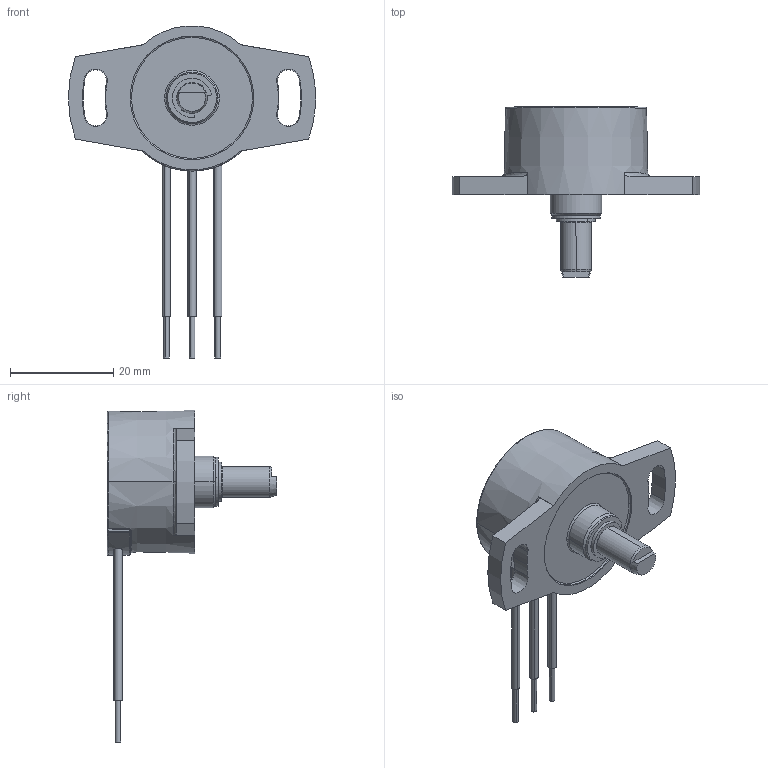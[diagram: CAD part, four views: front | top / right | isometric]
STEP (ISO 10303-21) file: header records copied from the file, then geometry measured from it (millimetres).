
FILE_DESCRIPTION (( 'STEP AP214' ), '1' );
FILE_NAME ('SP2801_SP2831.STEP', '2008-12-11T10:40:37', ( 'novotechnik' ), ( 'novotechnik' ), 'SwSTEP 2.0', 'SolidWorks 2008', '' );
FILE_SCHEMA (( 'AUTOMOTIVE_DESIGN' ));
Length unit declared in the file: millimetre
Products named in the file (1): SP2801_SP2831
Bounding box: 48 x 33 x 64.45 mm (x, y, z)
Surface area: 5343.4 mm2 (no closed solid volume)
Topology: 0 solids, 18 shells, 207 faces, 556 edges, 365 vertices
Faces by surface type: cylinder 79, plane 49, torus 30, cone 29, bspline 16, sphere 4
Entity records: 9190 total; most frequent: CARTESIAN_POINT 1772, DIRECTION 1155, ORIENTED_EDGE 969, EDGE_CURVE 550, AXIS2_PLACEMENT_3D 484, VERTEX_POINT 365, CIRCLE 292, EDGE_LOOP 234
